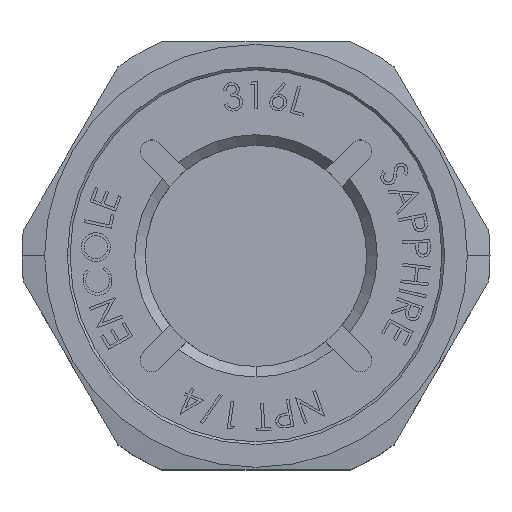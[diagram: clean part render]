
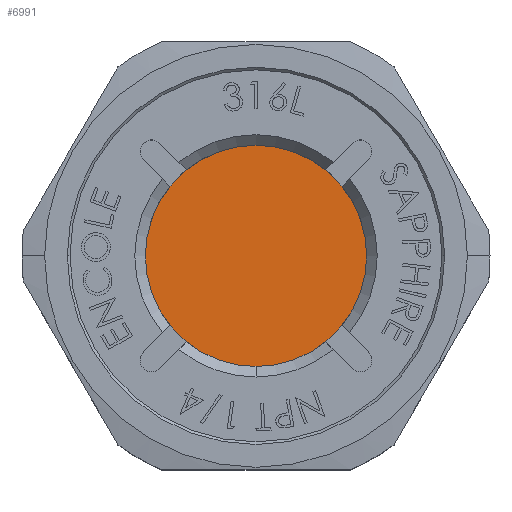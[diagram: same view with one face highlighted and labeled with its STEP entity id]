
A CAD part, top view. The second image highlights one B-rep face of the part: STEP entity #6991.
In plain terms, the highlighted planar face has unit normal (0, 0, 1).
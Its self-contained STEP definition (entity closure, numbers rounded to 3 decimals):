
#701 = FACE_OUTER_BOUND ( 'NONE', #4821, .T. ) ;
#794 = DIRECTION ( 'NONE',  ( 0., 1., 0. ) ) ;
#3212 = AXIS2_PLACEMENT_3D ( 'NONE', #13225, #10540, #19961 ) ;
#3707 = AXIS2_PLACEMENT_3D ( 'NONE', #4075, #10143, #794 ) ;
#3763 = CARTESIAN_POINT ( 'NONE',  ( 0., -7.645, -1.778 ) ) ;
#3879 = PLANE ( 'NONE',  #3212 ) ;
#4075 = CARTESIAN_POINT ( 'NONE',  ( 0., 0., -1.778 ) ) ;
#4821 = EDGE_LOOP ( 'NONE', ( #11889, #11241 ) ) ;
#6991 = ADVANCED_FACE ( 'NONE', ( #701 ), #3879, .T. ) ;
#7030 = AXIS2_PLACEMENT_3D ( 'NONE', #13078, #19243, #11654 ) ;
#7635 = VERTEX_POINT ( 'NONE', #8833 ) ;
#8833 = CARTESIAN_POINT ( 'NONE',  ( 0., 7.645, -1.778 ) ) ;
#8996 = CIRCLE ( 'NONE', #7030, 7.645 ) ;
#9303 = VERTEX_POINT ( 'NONE', #3763 ) ;
#10143 = DIRECTION ( 'NONE',  ( 0., 0., -1. ) ) ;
#10355 = EDGE_CURVE ( 'NONE', #7635, #9303, #8996, .T. ) ;
#10540 = DIRECTION ( 'NONE',  ( 0., 0., 1. ) ) ;
#11241 = ORIENTED_EDGE ( 'NONE', *, *, #11882, .F. ) ;
#11654 = DIRECTION ( 'NONE',  ( 0., 1., 0. ) ) ;
#11882 = EDGE_CURVE ( 'NONE', #9303, #7635, #15862, .T. ) ;
#11889 = ORIENTED_EDGE ( 'NONE', *, *, #10355, .F. ) ;
#13078 = CARTESIAN_POINT ( 'NONE',  ( 0., 0., -1.778 ) ) ;
#13225 = CARTESIAN_POINT ( 'NONE',  ( 7.645, 0., -1.778 ) ) ;
#15862 = CIRCLE ( 'NONE', #3707, 7.645 ) ;
#19243 = DIRECTION ( 'NONE',  ( 0., 0., -1. ) ) ;
#19961 = DIRECTION ( 'NONE',  ( 0., -1., 0. ) ) ;
